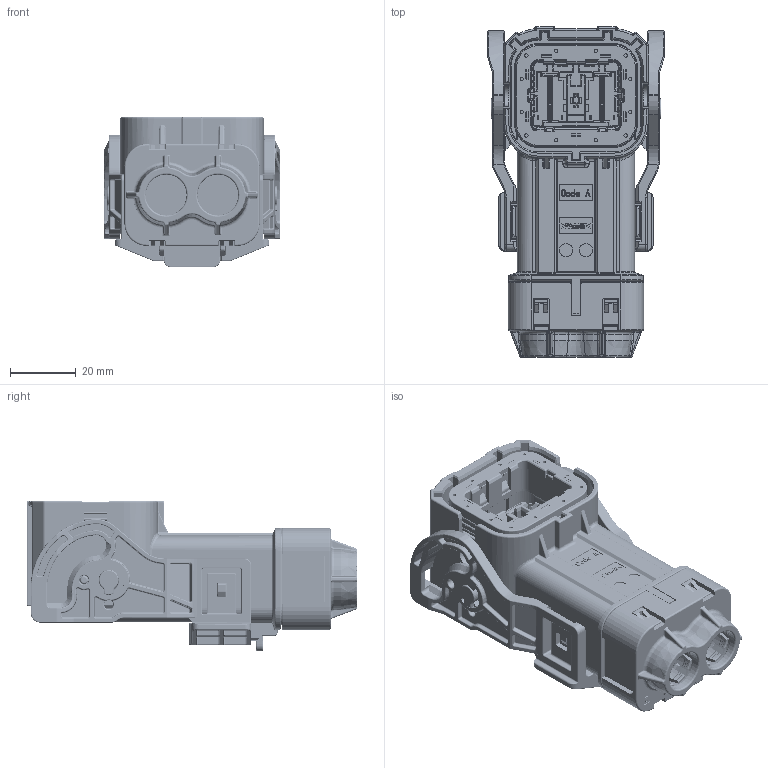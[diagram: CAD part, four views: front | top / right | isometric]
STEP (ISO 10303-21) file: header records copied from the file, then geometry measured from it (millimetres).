
FILE_DESCRIPTION (( 'STEP AP214' ), '1' );
FILE_NAME ('YGEV3-P2PWHA脣芛.STEP', '2024-12-25T09:23:57', ( '' ), ( '' ), 'SwSTEP 2.0', 'SolidWorks 2023', '' );
FILE_SCHEMA (( 'AUTOMOTIVE_DESIGN' ));
Length unit declared in the file: millimetre
Products named in the file (1): YGEV3-P2PWHA插头
Bounding box: 53.6 x 100.4 x 45.6 mm (x, y, z)
Volume: 99276.1 mm3; surface area: 60652.4 mm2
Topology: 1 solids, 25 shells, 6477 faces, 16774 edges, 10168 vertices
Faces by surface type: plane 2997, cylinder 2062, torus 611, bspline 485, cone 222, sphere 100
Entity records: 212463 total; most frequent: CARTESIAN_POINT 58406, ORIENTED_EDGE 33302, DIRECTION 31267, EDGE_CURVE 16651, AXIS2_PLACEMENT_3D 10664, VERTEX_POINT 10162, VECTOR 9939, LINE 9939
